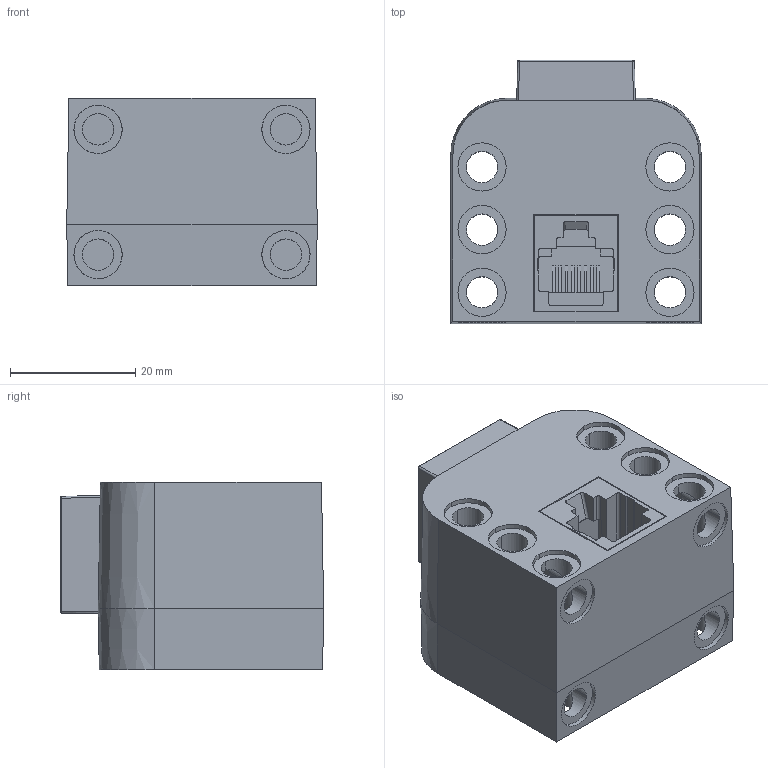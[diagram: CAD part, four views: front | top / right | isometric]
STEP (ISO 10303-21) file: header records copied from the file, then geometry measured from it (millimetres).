
FILE_DESCRIPTION((''),'2;1');
FILE_NAME('BUBETA_ASM','2019-05-26T',('User'),(''),'PRO/ENGINEER BY PARAMETRIC TECHNOLOGY CORPORATION, 2009360','PRO/ENGINEER BY PARAMETRIC TECHNOLOGY CORPORATION, 2009360','');
FILE_SCHEMA(('AUTOMOTIVE_DESIGN_CC2 { 1 2 10303 214 -1 1 5 2 }'));
Length unit declared in the file: millimetre
Products named in the file (12): RESSORT; BUCA_1; BUCA_2; BUMPER_BACK_ASM; BUMPER_BUTTON; BOARD; ST-1102W-7; RJ45_144-L; ANALOG_BUTTON_ASM; BUCA_4; BUMPER_ASM; BUBETA_ASM
Assembly tree (11 placements, depth 4):
  BUBETA_ASM
    BUMPER_ASM
      RESSORT
      BUMPER_BACK_ASM
        BUCA_1
        BUCA_2
      BUMPER_BUTTON
      ANALOG_BUTTON_ASM
        BOARD
        ST-1102W-7
        RJ45_144-L
      BUCA_4
Bounding box: 40 x 42.04 x 30 mm (x, y, z)
Volume: 19288.1 mm3; surface area: 24477.2 mm2
Topology: 8 solids, 8 shells, 765 faces, 2067 edges, 1359 vertices
Faces by surface type: plane 496, cylinder 245, cone 18, bspline 6
Entity records: 45299 total; most frequent: CARTESIAN_POINT 19024, ORIENTED_EDGE 4134, DIRECTION 4054, PRESENTATION_STYLE_ASSIGNMENT 2071, STYLED_ITEM 2068, EDGE_CURVE 2067, CURVE_STYLE 2055, VECTOR 1500
